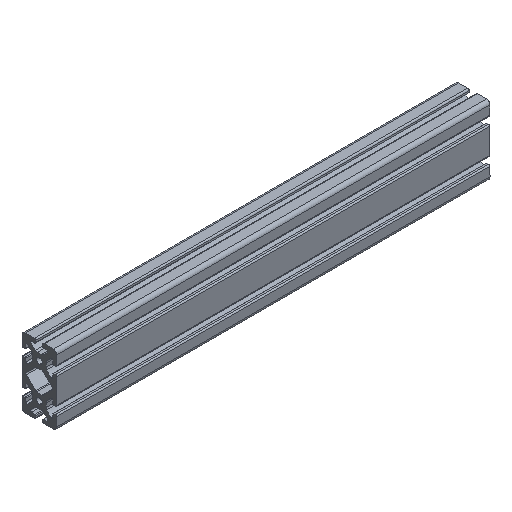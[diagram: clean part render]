
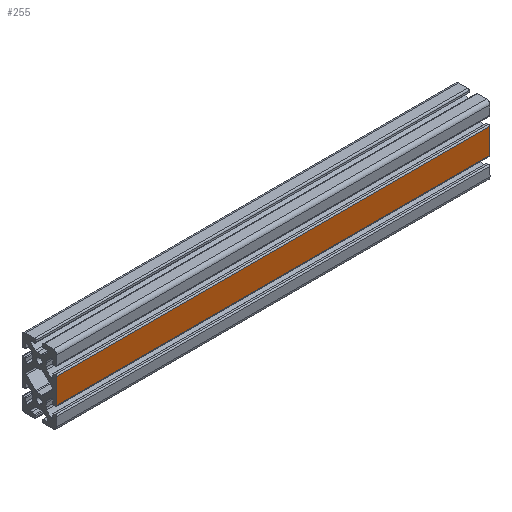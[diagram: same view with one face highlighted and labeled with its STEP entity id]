
A CAD part, isometric view. The second image highlights one B-rep face of the part: STEP entity #255.
In plain terms, the highlighted planar face has unit normal (0, -1, 0).
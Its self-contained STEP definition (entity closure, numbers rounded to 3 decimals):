
#36 = CARTESIAN_POINT ( 'NONE',  ( 0., -20., 4814.5 ) ) ;
#66 = VECTOR ( 'NONE', #2731, 1000. ) ;
#184 = CARTESIAN_POINT ( 'NONE',  ( 500., -20., 4814.5 ) ) ;
#199 = VERTEX_POINT ( 'NONE', #2492 ) ;
#229 = EDGE_CURVE ( 'NONE', #2276, #846, #859, .T. ) ;
#255 = ADVANCED_FACE ( 'NONE', ( #697 ), #3621, .F. ) ;
#376 = VECTOR ( 'NONE', #3262, 1000. ) ;
#445 = AXIS2_PLACEMENT_3D ( 'NONE', #4287, #3969, #3370 ) ;
#697 = FACE_OUTER_BOUND ( 'NONE', #868, .T. ) ;
#846 = VERTEX_POINT ( 'NONE', #4093 ) ;
#859 = LINE ( 'NONE', #1466, #376 ) ;
#868 = EDGE_LOOP ( 'NONE', ( #1320, #3555, #3464, #1734 ) ) ;
#963 = DIRECTION ( 'NONE',  ( 0., 0., -1. ) ) ;
#1192 = EDGE_CURVE ( 'NONE', #2276, #2125, #3381, .T. ) ;
#1193 = VECTOR ( 'NONE', #2355, 1000. ) ;
#1228 = EDGE_CURVE ( 'NONE', #846, #199, #3747, .T. ) ;
#1320 = ORIENTED_EDGE ( 'NONE', *, *, #1548, .T. ) ;
#1466 = CARTESIAN_POINT ( 'NONE',  ( 500., -20., 4814.5 ) ) ;
#1548 = EDGE_CURVE ( 'NONE', #2125, #199, #3243, .T. ) ;
#1734 = ORIENTED_EDGE ( 'NONE', *, *, #1192, .T. ) ;
#2057 = CARTESIAN_POINT ( 'NONE',  ( 500., -20., 4814.5 ) ) ;
#2125 = VERTEX_POINT ( 'NONE', #36 ) ;
#2276 = VERTEX_POINT ( 'NONE', #184 ) ;
#2355 = DIRECTION ( 'NONE',  ( -1., 0., 0. ) ) ;
#2492 = CARTESIAN_POINT ( 'NONE',  ( 0., -20., 4785.5 ) ) ;
#2731 = DIRECTION ( 'NONE',  ( -1., 0., 0. ) ) ;
#3243 = LINE ( 'NONE', #3586, #3959 ) ;
#3262 = DIRECTION ( 'NONE',  ( 0., 0., -1. ) ) ;
#3370 = DIRECTION ( 'NONE',  ( 0., 0., 1. ) ) ;
#3381 = LINE ( 'NONE', #2057, #66 ) ;
#3464 = ORIENTED_EDGE ( 'NONE', *, *, #229, .F. ) ;
#3555 = ORIENTED_EDGE ( 'NONE', *, *, #1228, .F. ) ;
#3586 = CARTESIAN_POINT ( 'NONE',  ( 0., -20., 4814.5 ) ) ;
#3621 = PLANE ( 'NONE',  #445 ) ;
#3747 = LINE ( 'NONE', #4087, #1193 ) ;
#3959 = VECTOR ( 'NONE', #963, 1000. ) ;
#3969 = DIRECTION ( 'NONE',  ( 0., 1., 0. ) ) ;
#4087 = CARTESIAN_POINT ( 'NONE',  ( 500., -20., 4785.5 ) ) ;
#4093 = CARTESIAN_POINT ( 'NONE',  ( 500., -20., 4785.5 ) ) ;
#4287 = CARTESIAN_POINT ( 'NONE',  ( 500., -20., 4814.5 ) ) ;
